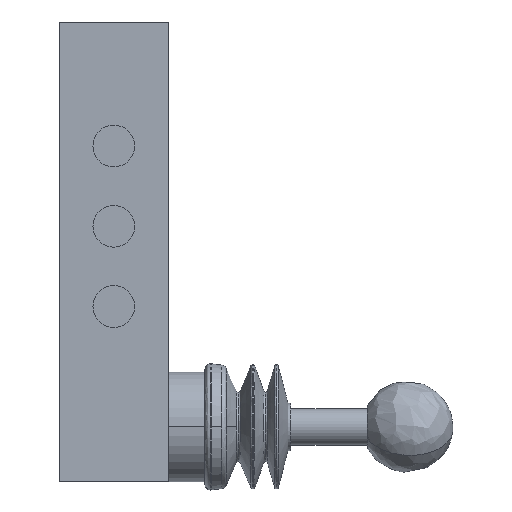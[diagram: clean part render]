
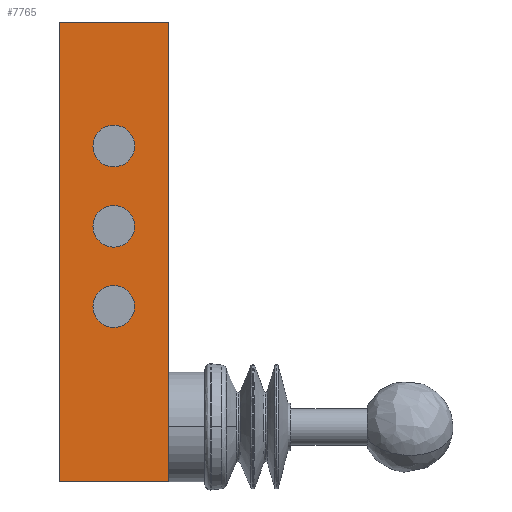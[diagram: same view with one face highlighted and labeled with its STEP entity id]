
A CAD part, front view. The second image highlights one B-rep face of the part: STEP entity #7765.
In plain terms, the highlighted planar face has unit normal (0, -1, 0).
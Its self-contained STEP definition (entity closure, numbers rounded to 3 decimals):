
#24 = EDGE_CURVE ( 'NONE', #2047, #2146, #157, .T. ) ;
#157 = CIRCLE ( 'NONE', #158, 5.723 ) ;
#158 = AXIS2_PLACEMENT_3D ( 'NONE', #159, #162, #163 ) ;
#159 = CARTESIAN_POINT ( 'NONE',  ( 0., -25., 70. ) ) ;
#162 = DIRECTION ( 'NONE',  ( 0., 1., 0. ) ) ;
#163 = DIRECTION ( 'NONE',  ( 0., 0., -1. ) ) ;
#1061 = CARTESIAN_POINT ( 'NONE',  ( 0., -25., 64.278 ) ) ;
#1117 = CARTESIAN_POINT ( 'NONE',  ( 0., -25., 75.723 ) ) ;
#1687 = CARTESIAN_POINT ( 'NONE',  ( 15., -25., 126. ) ) ;
#2047 = VERTEX_POINT ( 'NONE', #1061 ) ;
#2146 = VERTEX_POINT ( 'NONE', #1117 ) ;
#2172 = CIRCLE ( 'NONE', #2173, 5.722 ) ;
#2173 = AXIS2_PLACEMENT_3D ( 'NONE', #2174, #2175, #2176 ) ;
#2174 = CARTESIAN_POINT ( 'NONE',  ( 0., -25., 48. ) ) ;
#2175 = DIRECTION ( 'NONE',  ( 0., 1., 0. ) ) ;
#2176 = DIRECTION ( 'NONE',  ( 0., 0., -1. ) ) ;
#2514 = CARTESIAN_POINT ( 'NONE',  ( 0., -25., 97.723 ) ) ;
#2572 = CIRCLE ( 'NONE', #2573, 5.723 ) ;
#2573 = AXIS2_PLACEMENT_3D ( 'NONE', #2574, #2575, #2576 ) ;
#2574 = CARTESIAN_POINT ( 'NONE',  ( 0., -25., 70. ) ) ;
#2575 = DIRECTION ( 'NONE',  ( 0., 1., 0. ) ) ;
#2576 = DIRECTION ( 'NONE',  ( 0., 0., -1. ) ) ;
#2577 = CARTESIAN_POINT ( 'NONE',  ( 0., -25., 86.277 ) ) ;
#3322 = VERTEX_POINT ( 'NONE', #1687 ) ;
#3527 = CARTESIAN_POINT ( 'NONE',  ( -15., -25., 126. ) ) ;
#4156 = EDGE_CURVE ( 'NONE', #8808, #8793, #2172, .T. ) ;
#4265 = LINE ( 'NONE', #4266, #4267 ) ;
#4266 = CARTESIAN_POINT ( 'NONE',  ( 15., -25., 126. ) ) ;
#4267 = VECTOR ( 'NONE', #4268, 1000. ) ;
#4268 = DIRECTION ( 'NONE',  ( -1., 0., 0. ) ) ;
#4556 = VERTEX_POINT ( 'NONE', #2514 ) ;
#4652 = VERTEX_POINT ( 'NONE', #2577 ) ;
#4793 = CIRCLE ( 'NONE', #4794, 5.723 ) ;
#4794 = AXIS2_PLACEMENT_3D ( 'NONE', #4795, #4796, #4797 ) ;
#4795 = CARTESIAN_POINT ( 'NONE',  ( 0., -25., 92. ) ) ;
#4796 = DIRECTION ( 'NONE',  ( 0., 1., 0. ) ) ;
#4797 = DIRECTION ( 'NONE',  ( 0., 0., -1. ) ) ;
#4816 = CARTESIAN_POINT ( 'NONE',  ( 15., -25., 0. ) ) ;
#4968 = FACE_OUTER_BOUND ( 'NONE', #8110, .T. ) ;
#4969 = FACE_BOUND ( 'NONE', #9234, .T. ) ;
#4972 = FACE_BOUND ( 'NONE', #9527, .T. ) ;
#4973 = FACE_BOUND ( 'NONE', #9812, .T. ) ;
#4974 = PLANE ( 'NONE',  #4975 ) ;
#4975 = AXIS2_PLACEMENT_3D ( 'NONE', #4976, #4977, #4978 ) ;
#4976 = CARTESIAN_POINT ( 'NONE',  ( 15., -25., 0. ) ) ;
#4977 = DIRECTION ( 'NONE',  ( 0., -1., 0. ) ) ;
#4978 = DIRECTION ( 'NONE',  ( 0., 0., -1. ) ) ;
#5343 = LINE ( 'NONE', #5344, #5345 ) ;
#5344 = CARTESIAN_POINT ( 'NONE',  ( 15., -25., 0. ) ) ;
#5345 = VECTOR ( 'NONE', #5346, 1000. ) ;
#5346 = DIRECTION ( 'NONE',  ( 1., 0., 0. ) ) ;
#5804 = LINE ( 'NONE', #5805, #5806 ) ;
#5805 = CARTESIAN_POINT ( 'NONE',  ( -15., -25., 0. ) ) ;
#5806 = VECTOR ( 'NONE', #5807, 1000. ) ;
#5807 = DIRECTION ( 'NONE',  ( 0., 0., 1. ) ) ;
#5912 = VERTEX_POINT ( 'NONE', #3527 ) ;
#6345 = CARTESIAN_POINT ( 'NONE',  ( 0., -25., 42.278 ) ) ;
#6364 = CARTESIAN_POINT ( 'NONE',  ( 0., -25., 53.723 ) ) ;
#6610 = LINE ( 'NONE', #6611, #6616 ) ;
#6611 = CARTESIAN_POINT ( 'NONE',  ( 15., -25., 0. ) ) ;
#6616 = VECTOR ( 'NONE', #6617, 1000. ) ;
#6617 = DIRECTION ( 'NONE',  ( 0., 0., 1. ) ) ;
#6733 = EDGE_CURVE ( 'NONE', #3322, #5912, #4265, .T. ) ;
#6971 = CARTESIAN_POINT ( 'NONE',  ( -15., -25., 0. ) ) ;
#7496 = EDGE_CURVE ( 'NONE', #4652, #4556, #4793, .T. ) ;
#7765 = ADVANCED_FACE ( 'NONE', ( #4968, #4969, #4972, #4973 ), #4974, .T. ) ;
#7981 = CIRCLE ( 'NONE', #7982, 5.723 ) ;
#7982 = AXIS2_PLACEMENT_3D ( 'NONE', #7983, #7984, #7985 ) ;
#7983 = CARTESIAN_POINT ( 'NONE',  ( 0., -25., 92. ) ) ;
#7984 = DIRECTION ( 'NONE',  ( 0., 1., 0. ) ) ;
#7985 = DIRECTION ( 'NONE',  ( 0., 0., -1. ) ) ;
#8040 = CIRCLE ( 'NONE', #8041, 5.722 ) ;
#8041 = AXIS2_PLACEMENT_3D ( 'NONE', #8042, #8043, #8044 ) ;
#8042 = CARTESIAN_POINT ( 'NONE',  ( 0., -25., 48. ) ) ;
#8043 = DIRECTION ( 'NONE',  ( 0., 1., 0. ) ) ;
#8044 = DIRECTION ( 'NONE',  ( 0., 0., -1. ) ) ;
#8110 = EDGE_LOOP ( 'NONE', ( #8454, #8645, #8750, #9192 ) ) ;
#8454 = ORIENTED_EDGE ( 'NONE', *, *, #8528, .F. ) ;
#8528 = EDGE_CURVE ( 'NONE', #9112, #5912, #5804, .T. ) ;
#8645 = ORIENTED_EDGE ( 'NONE', *, *, #10470, .T. ) ;
#8750 = ORIENTED_EDGE ( 'NONE', *, *, #8929, .T. ) ;
#8793 = VERTEX_POINT ( 'NONE', #6345 ) ;
#8808 = VERTEX_POINT ( 'NONE', #6364 ) ;
#8929 = EDGE_CURVE ( 'NONE', #10341, #3322, #6610, .T. ) ;
#9112 = VERTEX_POINT ( 'NONE', #6971 ) ;
#9192 = ORIENTED_EDGE ( 'NONE', *, *, #6733, .T. ) ;
#9234 = EDGE_LOOP ( 'NONE', ( #9358, #9469 ) ) ;
#9358 = ORIENTED_EDGE ( 'NONE', *, *, #7496, .T. ) ;
#9469 = ORIENTED_EDGE ( 'NONE', *, *, #9574, .T. ) ;
#9527 = EDGE_LOOP ( 'NONE', ( #9648, #9762 ) ) ;
#9574 = EDGE_CURVE ( 'NONE', #4556, #4652, #7981, .T. ) ;
#9611 = EDGE_CURVE ( 'NONE', #8793, #8808, #8040, .T. ) ;
#9648 = ORIENTED_EDGE ( 'NONE', *, *, #9611, .T. ) ;
#9762 = ORIENTED_EDGE ( 'NONE', *, *, #4156, .T. ) ;
#9812 = EDGE_LOOP ( 'NONE', ( #9905, #10030 ) ) ;
#9821 = EDGE_CURVE ( 'NONE', #2146, #2047, #2572, .T. ) ;
#9905 = ORIENTED_EDGE ( 'NONE', *, *, #24, .T. ) ;
#10030 = ORIENTED_EDGE ( 'NONE', *, *, #9821, .T. ) ;
#10341 = VERTEX_POINT ( 'NONE', #4816 ) ;
#10470 = EDGE_CURVE ( 'NONE', #9112, #10341, #5343, .T. ) ;
